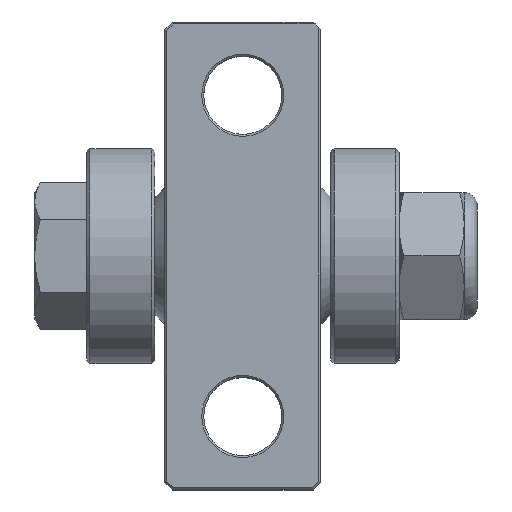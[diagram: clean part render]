
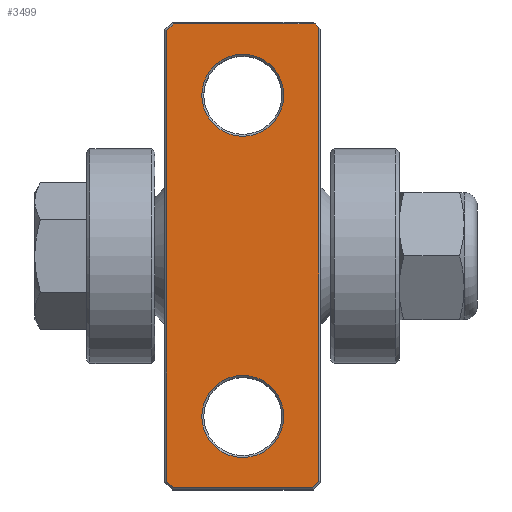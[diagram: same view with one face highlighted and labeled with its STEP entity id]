
A CAD part, top view. The second image highlights one B-rep face of the part: STEP entity #3499.
In plain terms, the highlighted planar face has unit normal (0, 0, 1).
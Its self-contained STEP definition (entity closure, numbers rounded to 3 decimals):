
#332=FACE_BOUND('',#875,.T.);
#333=FACE_BOUND('',#876,.T.);
#392=PLANE('',#3839);
#636=FACE_OUTER_BOUND('',#874,.T.);
#874=EDGE_LOOP('',(#3159,#3160,#3161,#3162,#3163,#3164,#3165,#3166));
#875=EDGE_LOOP('',(#3167));
#876=EDGE_LOOP('',(#3168));
#1068=LINE('',#12610,#1273);
#1074=LINE('',#12620,#1279);
#1076=LINE('',#12624,#1281);
#1079=LINE('',#12631,#1284);
#1082=LINE('',#12636,#1287);
#1084=LINE('',#12641,#1289);
#1087=LINE('',#12645,#1292);
#1088=LINE('',#12647,#1293);
#1273=VECTOR('',#4559,10.);
#1279=VECTOR('',#4567,10.);
#1281=VECTOR('',#4571,10.);
#1284=VECTOR('',#4576,10.);
#1287=VECTOR('',#4581,10.);
#1289=VECTOR('',#4585,10.);
#1292=VECTOR('',#4590,10.);
#1293=VECTOR('',#4593,10.);
#1405=CIRCLE('',#3840,4.2);
#1406=CIRCLE('',#3841,4.2);
#1729=VERTEX_POINT('',#12608);
#1730=VERTEX_POINT('',#12609);
#1733=VERTEX_POINT('',#12618);
#1734=VERTEX_POINT('',#12622);
#1736=VERTEX_POINT('',#12628);
#1737=VERTEX_POINT('',#12630);
#1738=VERTEX_POINT('',#12634);
#1740=VERTEX_POINT('',#12640);
#1741=VERTEX_POINT('',#12648);
#1742=VERTEX_POINT('',#12650);
#2205=EDGE_CURVE('',#1729,#1730,#1068,.T.);
#2211=EDGE_CURVE('',#1733,#1729,#1074,.T.);
#2213=EDGE_CURVE('',#1734,#1733,#1076,.T.);
#2216=EDGE_CURVE('',#1736,#1737,#1079,.T.);
#2219=EDGE_CURVE('',#1738,#1736,#1082,.T.);
#2221=EDGE_CURVE('',#1737,#1740,#1084,.T.);
#2224=EDGE_CURVE('',#1740,#1734,#1087,.T.);
#2225=EDGE_CURVE('',#1730,#1738,#1088,.T.);
#2226=EDGE_CURVE('',#1741,#1741,#1405,.T.);
#2227=EDGE_CURVE('',#1742,#1742,#1406,.T.);
#3159=ORIENTED_EDGE('',*,*,#2205,.F.);
#3160=ORIENTED_EDGE('',*,*,#2211,.F.);
#3161=ORIENTED_EDGE('',*,*,#2213,.F.);
#3162=ORIENTED_EDGE('',*,*,#2224,.F.);
#3163=ORIENTED_EDGE('',*,*,#2221,.F.);
#3164=ORIENTED_EDGE('',*,*,#2216,.F.);
#3165=ORIENTED_EDGE('',*,*,#2219,.F.);
#3166=ORIENTED_EDGE('',*,*,#2225,.F.);
#3167=ORIENTED_EDGE('',*,*,#2226,.F.);
#3168=ORIENTED_EDGE('',*,*,#2227,.F.);
#3499=ADVANCED_FACE('',(#636,#332,#333),#392,.T.);
#3839=AXIS2_PLACEMENT_3D('',#12646,#4591,#4592);
#3840=AXIS2_PLACEMENT_3D('',#12649,#4594,#4595);
#3841=AXIS2_PLACEMENT_3D('',#12651,#4596,#4597);
#4559=DIRECTION('',(1.,0.,0.));
#4567=DIRECTION('',(0.707,0.707,0.));
#4571=DIRECTION('',(0.,1.,0.));
#4576=DIRECTION('',(-0.707,-0.707,0.));
#4581=DIRECTION('',(0.,-1.,0.));
#4585=DIRECTION('',(-1.,0.,0.));
#4590=DIRECTION('',(-0.707,0.707,0.));
#4591=DIRECTION('center_axis',(0.,0.,1.));
#4592=DIRECTION('ref_axis',(0.,-1.,0.));
#4593=DIRECTION('',(0.707,-0.707,0.));
#4594=DIRECTION('center_axis',(0.,0.,1.));
#4595=DIRECTION('ref_axis',(1.,0.,0.));
#4596=DIRECTION('center_axis',(0.,0.,1.));
#4597=DIRECTION('ref_axis',(1.,0.,0.));
#12608=CARTESIAN_POINT('',(-7.117,23.744,14.));
#12609=CARTESIAN_POINT('',(7.4,23.744,14.));
#12610=CARTESIAN_POINT('',(0.,23.744,14.));
#12618=CARTESIAN_POINT('',(-7.8,23.061,14.));
#12620=CARTESIAN_POINT('',(-5.459,25.403,14.));
#12622=CARTESIAN_POINT('',(-7.8,-23.061,14.));
#12624=CARTESIAN_POINT('',(-7.8,11.972,14.));
#12628=CARTESIAN_POINT('',(7.8,-23.061,14.));
#12630=CARTESIAN_POINT('',(7.117,-23.744,14.));
#12631=CARTESIAN_POINT('',(17.431,-13.431,14.));
#12634=CARTESIAN_POINT('',(7.8,23.344,14.));
#12636=CARTESIAN_POINT('',(7.8,11.972,14.));
#12640=CARTESIAN_POINT('',(-7.117,-23.744,14.));
#12641=CARTESIAN_POINT('',(0.,-23.744,14.));
#12645=CARTESIAN_POINT('',(-17.431,-13.431,14.));
#12646=CARTESIAN_POINT('Origin',(0.,23.944,14.));
#12647=CARTESIAN_POINT('',(5.6,25.544,14.));
#12648=CARTESIAN_POINT('',(-4.2,16.444,14.));
#12649=CARTESIAN_POINT('Origin',(0.,16.444,14.));
#12650=CARTESIAN_POINT('',(-4.2,-16.444,14.));
#12651=CARTESIAN_POINT('Origin',(0.,-16.444,14.));
